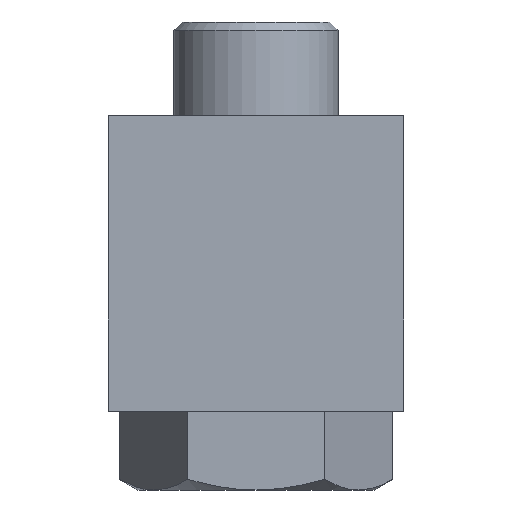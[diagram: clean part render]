
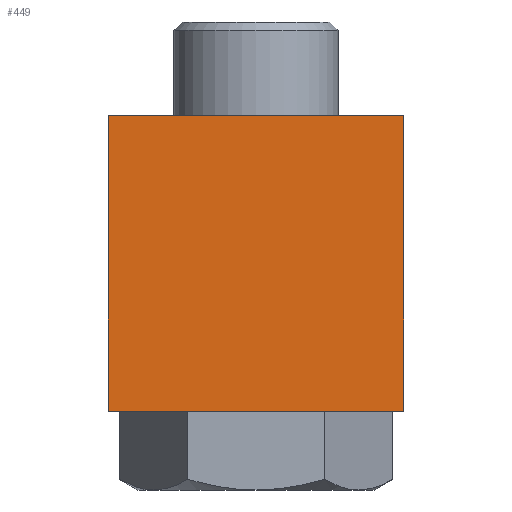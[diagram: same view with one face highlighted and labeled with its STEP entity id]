
A CAD part, left-side view. The second image highlights one B-rep face of the part: STEP entity #449.
In plain terms, the highlighted planar face has unit normal (-1, 0, 0).
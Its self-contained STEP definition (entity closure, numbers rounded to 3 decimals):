
#43=LINE('',#694,#67);
#44=LINE('',#697,#68);
#45=LINE('',#699,#69);
#46=LINE('',#701,#70);
#67=VECTOR('',#561,1000.);
#68=VECTOR('',#562,1000.);
#69=VECTOR('',#563,1000.);
#70=VECTOR('',#564,1000.);
#91=PLANE('',#498);
#111=ORIENTED_EDGE('',*,*,#227,.T.);
#112=ORIENTED_EDGE('',*,*,#228,.F.);
#113=ORIENTED_EDGE('',*,*,#229,.F.);
#114=ORIENTED_EDGE('',*,*,#230,.T.);
#227=EDGE_CURVE('',#285,#286,#43,.T.);
#228=EDGE_CURVE('',#287,#286,#44,.T.);
#229=EDGE_CURVE('',#288,#287,#45,.T.);
#230=EDGE_CURVE('',#288,#285,#46,.T.);
#285=VERTEX_POINT('',#695);
#286=VERTEX_POINT('',#696);
#287=VERTEX_POINT('',#698);
#288=VERTEX_POINT('',#700);
#346=EDGE_LOOP('',(#111,#112,#113,#114));
#395=FACE_BOUND('',#346,.T.);
#449=ADVANCED_FACE('',(#395),#91,.F.);
#498=AXIS2_PLACEMENT_3D('',#693,#559,#560);
#559=DIRECTION('',(1.,0.,0.));
#560=DIRECTION('',(0.,0.,-1.));
#561=DIRECTION('',(0.,-1.,0.));
#562=DIRECTION('',(0.,0.,-1.));
#563=DIRECTION('',(0.,-1.,0.));
#564=DIRECTION('',(0.,0.,-1.));
#693=CARTESIAN_POINT('',(-15.,15.,1.));
#694=CARTESIAN_POINT('',(-15.,15.,-29.));
#695=CARTESIAN_POINT('',(-15.,15.,-29.));
#696=CARTESIAN_POINT('',(-15.,-15.,-29.));
#697=CARTESIAN_POINT('',(-15.,-15.,1.));
#698=CARTESIAN_POINT('',(-15.,-15.,1.));
#699=CARTESIAN_POINT('',(-15.,15.,1.));
#700=CARTESIAN_POINT('',(-15.,15.,1.));
#701=CARTESIAN_POINT('',(-15.,15.,1.));
